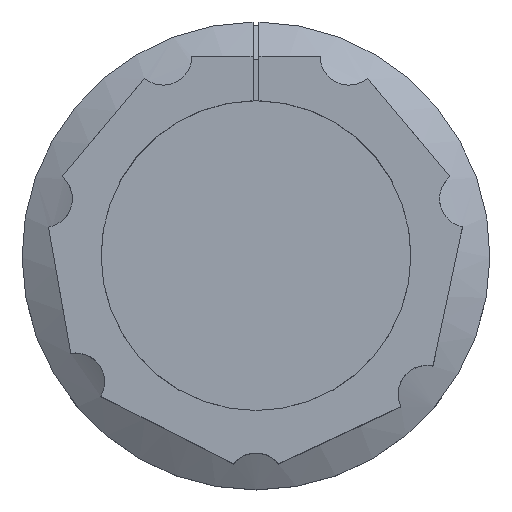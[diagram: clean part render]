
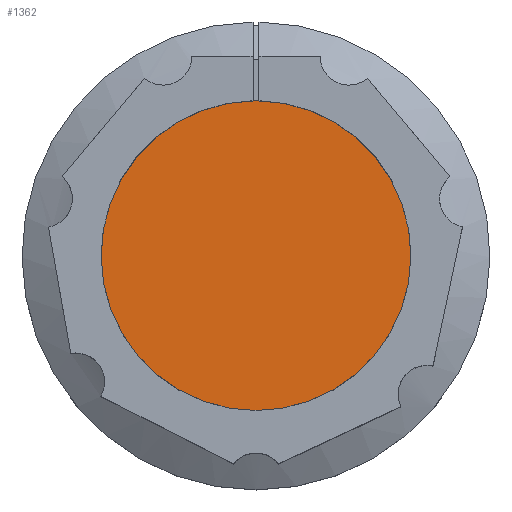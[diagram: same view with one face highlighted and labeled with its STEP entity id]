
A CAD part, top view. The second image highlights one B-rep face of the part: STEP entity #1362.
In plain terms, the highlighted planar face has unit normal (0, 0, 1).
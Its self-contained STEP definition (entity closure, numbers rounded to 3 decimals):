
#620=CARTESIAN_POINT('',(0.,0.,-1.));
#621=DIRECTION('',(0.,0.,-1.));
#622=DIRECTION('',(0.,1.,0.));
#623=AXIS2_PLACEMENT_3D('',#620,#621,#622);
#647=CARTESIAN_POINT('',(0.,0.,-1.));
#648=DIRECTION('',(0.,0.,1.));
#649=DIRECTION('',(0.,1.,0.));
#650=AXIS2_PLACEMENT_3D('',#647,#648,#649);
#726=CARTESIAN_POINT('',(0.,10.897,-1.));
#727=CARTESIAN_POINT('',(0.,-10.897,-1.));
#728=VERTEX_POINT('',#726);
#729=VERTEX_POINT('',#727);
#1353=CARTESIAN_POINT('',(0.,0.,-1.));
#1354=DIRECTION('',(0.,0.,-1.));
#1355=DIRECTION('',(0.,-1.,0.));
#1356=AXIS2_PLACEMENT_3D('',#1353,#1354,#1355);
#1357=PLANE('',#1356);
#1358=ORIENTED_EDGE('',*,*,#1295,.F.);
#1359=ORIENTED_EDGE('',*,*,#1275,.T.);
#1360=EDGE_LOOP('',(#1358,#1359));
#1361=FACE_OUTER_BOUND('',#1360,.F.);
#1362=ADVANCED_FACE('',(#1361),#1357,.F.);
#624=CIRCLE('',#623,10.897);
#651=CIRCLE('',#650,10.897);
#1275=EDGE_CURVE('',#728,#729,#624,.T.);
#1295=EDGE_CURVE('',#728,#729,#651,.T.);
